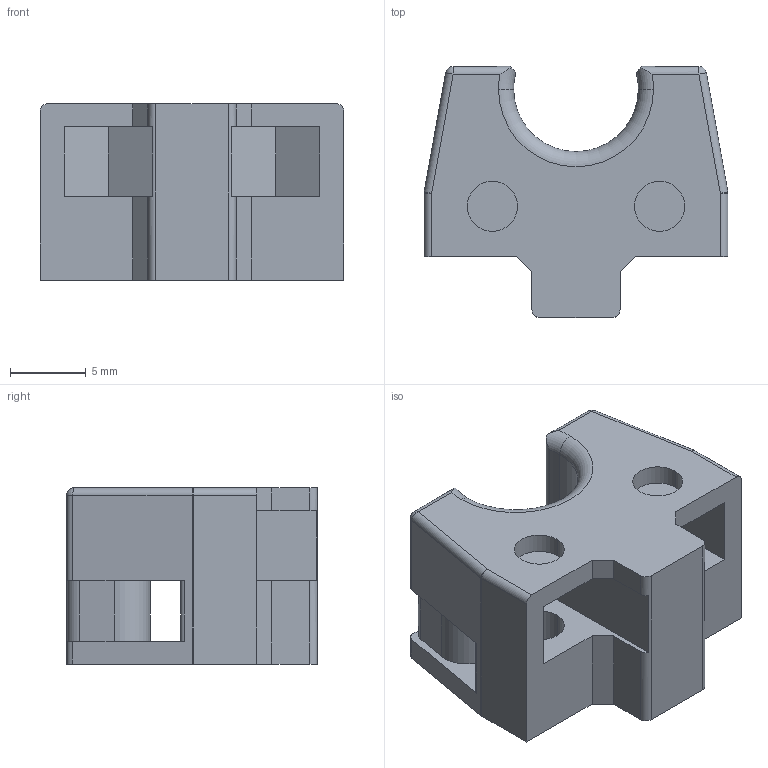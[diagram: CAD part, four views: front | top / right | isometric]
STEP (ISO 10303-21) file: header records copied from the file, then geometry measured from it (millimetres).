
FILE_DESCRIPTION (( 'STEP AP214' ), '1' );
FILE_NAME ('Y_holder_front.STEP', '2024-10-12T21:53:03', ( '' ), ( '' ), 'SwSTEP 2.0', 'SolidWorks 2024', '' );
FILE_SCHEMA (( 'AUTOMOTIVE_DESIGN' ));
Length unit declared in the file: millimetre
Products named in the file (1): Y_holder_front
Bounding box: 20 x 16.5 x 11.6 mm (x, y, z)
Volume: 1949.3 mm3; surface area: 1830 mm2
Topology: 1 solids, 1 shells, 86 faces, 251 edges, 160 vertices
Faces by surface type: plane 42, cylinder 37, sphere 4, torus 3
Entity records: 2889 total; most frequent: CARTESIAN_POINT 529, ORIENTED_EDGE 498, DIRECTION 494, EDGE_CURVE 249, AXIS2_PLACEMENT_3D 167, VERTEX_POINT 160, VECTOR 160, LINE 160
